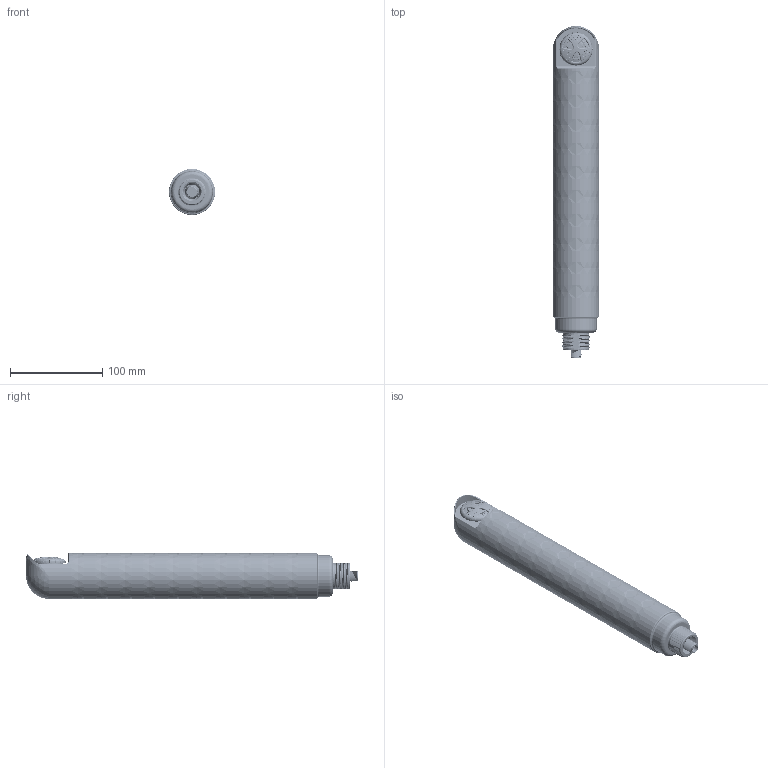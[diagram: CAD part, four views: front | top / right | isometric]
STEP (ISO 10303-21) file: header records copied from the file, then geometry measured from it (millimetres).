
FILE_DESCRIPTION((''),'2;1');
FILE_NAME('205866_ASM','2018-04-27T',('pdmadmin'),('BANNER ENGINEERING'),'CREO PARAMETRIC BY PTC INC, 2016260','CREO PARAMETRIC BY PTC INC, 2016260','');
FILE_SCHEMA(('CONFIG_CONTROL_DESIGN'));
Products named in the file (14): 159072; 141960; 188201; 158231_WEB; 158948; 153229; 153843_MAIN_BODY; 153843_M100PIEZO; 153843_WIRES; 153843_GASKET; 153843_NUT; 153843_VOLUME_ADJUST; 153843_ASM; 205866_ASM
Assembly tree (31 placements, depth 3):
  205866_ASM
    159072
    141960
    188201
    158231_WEB  x10
    158948  x10
    153229
    153843_ASM
      153843_MAIN_BODY
      153843_M100PIEZO
      153843_WIRES
      153843_GASKET
      153843_NUT
      153843_VOLUME_ADJUST
Bounding box: 50 x 359.75 x 50 mm (x, y, z)
Volume: 207990.7 mm3; surface area: 250727 mm2
Topology: 29 solids, 71 shells, 5249 faces, 14181 edges, 9222 vertices
Faces by surface type: plane 2445, cylinder 1352, bspline 667, cone 473, torus 248, sphere 36, extrusion 25, revolution 3
Entity records: 225048 total; most frequent: CARTESIAN_POINT 168494, ORIENTED_EDGE 12724, DIRECTION 10026, EDGE_CURVE 6603, VERTEX_POINT 4272, AXIS2_PLACEMENT_3D 3794, EDGE_LOOP 2519, VECTOR 2435
